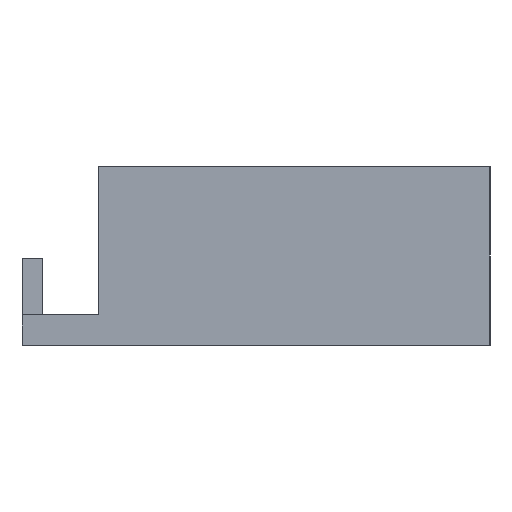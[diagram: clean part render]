
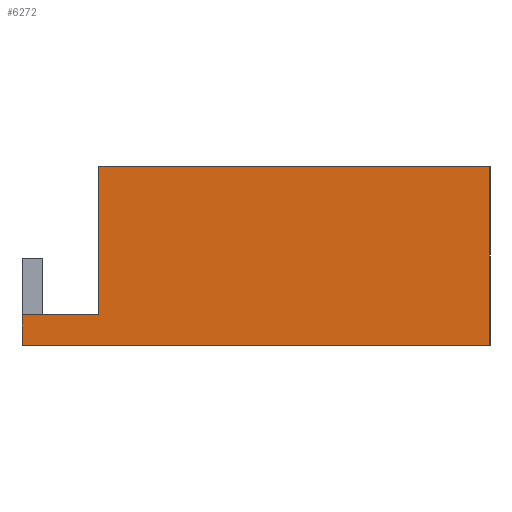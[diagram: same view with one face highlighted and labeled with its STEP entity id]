
A CAD part, left-side view. The second image highlights one B-rep face of the part: STEP entity #6272.
In plain terms, the highlighted planar face has unit normal (-0.999, 0.035, 0).
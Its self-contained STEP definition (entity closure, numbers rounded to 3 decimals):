
#2828=DIRECTION('',(0.035,0.999,0.));
#2829=VECTOR('',#2828,3.002);
#2830=CARTESIAN_POINT('',(31.919,-132.02,178.342));
#2831=LINE('',#2830,#2829);
#3074=DIRECTION('',(0.,0.,1.));
#3075=VECTOR('',#3074,1.2);
#3076=CARTESIAN_POINT('',(32.024,-129.02,177.142));
#3077=LINE('',#3076,#3075);
#3081=DIRECTION('',(0.,0.,-1.));
#3082=VECTOR('',#3081,5.8);
#3083=CARTESIAN_POINT('',(31.919,-132.02,184.142));
#3084=LINE('',#3083,#3082);
#3200=DIRECTION('',(-0.035,-0.999,0.));
#3201=VECTOR('',#3200,18.325);
#3202=CARTESIAN_POINT('',(32.024,-129.02,177.142));
#3203=LINE('',#3202,#3201);
#3567=DIRECTION('',(0.,0.,1.));
#3568=VECTOR('',#3567,7.);
#3569=CARTESIAN_POINT('',(31.384,-147.334,177.142));
#3570=LINE('',#3569,#3568);
#3609=DIRECTION('',(0.035,0.999,0.));
#3610=VECTOR('',#3609,15.323);
#3611=CARTESIAN_POINT('',(31.384,-147.334,184.142));
#3612=LINE('',#3611,#3610);
#5574=CARTESIAN_POINT('',(31.919,-132.02,178.342));
#5575=VERTEX_POINT('',#5574);
#5576=CARTESIAN_POINT('',(32.024,-129.02,178.342));
#5577=VERTEX_POINT('',#5576);
#5654=CARTESIAN_POINT('',(32.024,-129.02,177.142));
#5655=VERTEX_POINT('',#5654);
#5668=CARTESIAN_POINT('',(31.919,-132.02,184.142));
#5669=VERTEX_POINT('',#5668);
#5670=CARTESIAN_POINT('',(31.384,-147.334,184.142));
#5671=VERTEX_POINT('',#5670);
#5672=CARTESIAN_POINT('',(31.384,-147.334,177.142));
#5673=VERTEX_POINT('',#5672);
#6255=CARTESIAN_POINT('',(31.384,-147.334,178.342));
#6256=DIRECTION('',(-0.999,0.035,0.));
#6257=DIRECTION('',(0.035,0.999,0.));
#6258=AXIS2_PLACEMENT_3D('',#6255,#6256,#6257);
#6259=PLANE('',#6258);
#6261=ORIENTED_EDGE('',*,*,#6260,.F.);
#6263=ORIENTED_EDGE('',*,*,#6262,.F.);
#6265=ORIENTED_EDGE('',*,*,#6264,.F.);
#6267=ORIENTED_EDGE('',*,*,#6266,.F.);
#6268=ORIENTED_EDGE('',*,*,#6145,.T.);
#6269=ORIENTED_EDGE('',*,*,#6005,.F.);
#6270=EDGE_LOOP('',(#6261,#6263,#6265,#6267,#6268,#6269));
#6271=FACE_OUTER_BOUND('',#6270,.F.);
#6005=EDGE_CURVE('',#5575,#5577,#2831,.T.);
#6145=EDGE_CURVE('',#5655,#5577,#3077,.T.);
#6260=EDGE_CURVE('',#5669,#5575,#3084,.T.);
#6262=EDGE_CURVE('',#5671,#5669,#3612,.T.);
#6264=EDGE_CURVE('',#5673,#5671,#3570,.T.);
#6266=EDGE_CURVE('',#5655,#5673,#3203,.T.);
#6272=ADVANCED_FACE('',(#6271),#6259,.T.);
